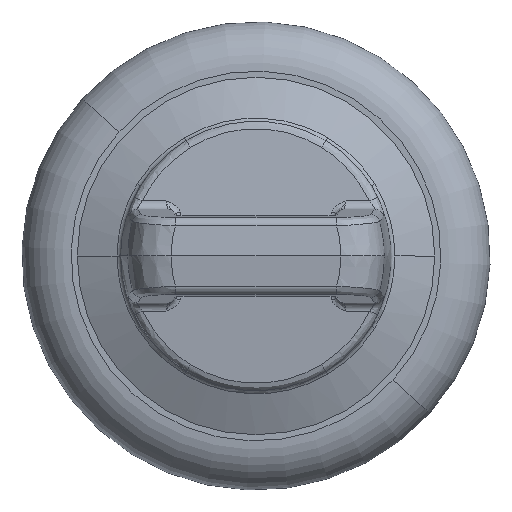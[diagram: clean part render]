
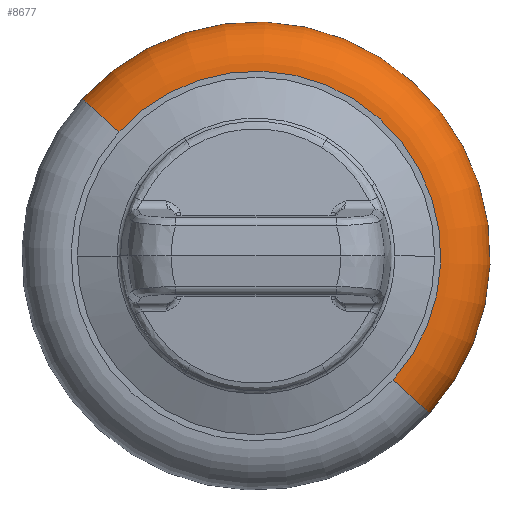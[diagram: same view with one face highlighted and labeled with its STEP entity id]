
A CAD part, front view. The second image highlights one B-rep face of the part: STEP entity #8677.
In plain terms, the highlighted toroidal (fillet/blend) face has major radius 7.5 mm and minor radius 2 mm.
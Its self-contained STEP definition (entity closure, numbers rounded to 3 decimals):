
#391 = EDGE_CURVE ( 'NONE', #3250, #4001, #964, .T. ) ;
#634 = EDGE_LOOP ( 'NONE', ( #2533, #2134, #8636, #1147 ) ) ;
#657 = DIRECTION ( 'NONE',  ( 0., 0., 1. ) ) ;
#660 = DIRECTION ( 'NONE',  ( 0., 0., -1. ) ) ;
#888 = CARTESIAN_POINT ( 'NONE',  ( -7.5, 0., -2. ) ) ;
#964 = CIRCLE ( 'NONE', #1678, 7.5 ) ;
#1147 = ORIENTED_EDGE ( 'NONE', *, *, #4717, .F. ) ;
#1678 = AXIS2_PLACEMENT_3D ( 'NONE', #2998, #2318, #5072 ) ;
#2134 = ORIENTED_EDGE ( 'NONE', *, *, #7186, .T. ) ;
#2318 = DIRECTION ( 'NONE',  ( 0., 0., 1. ) ) ;
#2355 = VERTEX_POINT ( 'NONE', #3290 ) ;
#2367 = DIRECTION ( 'NONE',  ( -1., 0., 0. ) ) ;
#2519 = AXIS2_PLACEMENT_3D ( 'NONE', #6041, #657, #8764 ) ;
#2533 = ORIENTED_EDGE ( 'NONE', *, *, #2849, .T. ) ;
#2693 = DIRECTION ( 'NONE',  ( 0., -1., 0. ) ) ;
#2849 = EDGE_CURVE ( 'NONE', #3832, #2355, #3526, .T. ) ;
#2998 = CARTESIAN_POINT ( 'NONE',  ( 0., 0., 0. ) ) ;
#3250 = VERTEX_POINT ( 'NONE', #4971 ) ;
#3290 = CARTESIAN_POINT ( 'NONE',  ( -9.5, 0., -2. ) ) ;
#3526 = CIRCLE ( 'NONE', #2519, 9.5 ) ;
#3781 = CARTESIAN_POINT ( 'NONE',  ( 9.5, 0., -2. ) ) ;
#3832 = VERTEX_POINT ( 'NONE', #3781 ) ;
#4001 = VERTEX_POINT ( 'NONE', #4062 ) ;
#4062 = CARTESIAN_POINT ( 'NONE',  ( -7.5, 0., 0. ) ) ;
#4101 = TOROIDAL_SURFACE ( 'NONE', #6835, 7.5, 2. ) ;
#4534 = DIRECTION ( 'NONE',  ( 0., 0., 1. ) ) ;
#4587 = DIRECTION ( 'NONE',  ( 1., 0., 0. ) ) ;
#4717 = EDGE_CURVE ( 'NONE', #3832, #3250, #8010, .T. ) ;
#4971 = CARTESIAN_POINT ( 'NONE',  ( 7.5, 0., 0. ) ) ;
#5072 = DIRECTION ( 'NONE',  ( 1., 0., 0. ) ) ;
#6041 = CARTESIAN_POINT ( 'NONE',  ( 0., 0., -2. ) ) ;
#6130 = CARTESIAN_POINT ( 'NONE',  ( 7.5, 0., -2. ) ) ;
#6159 = AXIS2_PLACEMENT_3D ( 'NONE', #6130, #2693, #660 ) ;
#6835 = AXIS2_PLACEMENT_3D ( 'NONE', #8660, #4534, #4587 ) ;
#7186 = EDGE_CURVE ( 'NONE', #2355, #4001, #7985, .T. ) ;
#7267 = AXIS2_PLACEMENT_3D ( 'NONE', #888, #7820, #2367 ) ;
#7820 = DIRECTION ( 'NONE',  ( 0., 1., 0. ) ) ;
#7985 = CIRCLE ( 'NONE', #7267, 2. ) ;
#8010 = CIRCLE ( 'NONE', #6159, 2. ) ;
#8636 = ORIENTED_EDGE ( 'NONE', *, *, #391, .F. ) ;
#8660 = CARTESIAN_POINT ( 'NONE',  ( 0., 0., -2. ) ) ;
#8677 = ADVANCED_FACE ( 'NONE', ( #8712 ), #4101, .T. ) ;
#8712 = FACE_OUTER_BOUND ( 'NONE', #634, .T. ) ;
#8764 = DIRECTION ( 'NONE',  ( 1., 0., 0. ) ) ;
